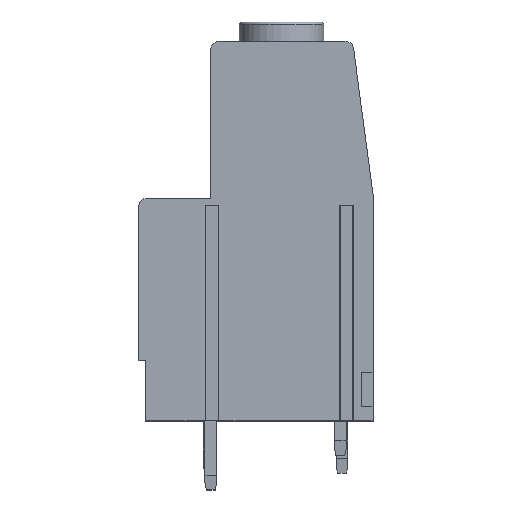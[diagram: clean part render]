
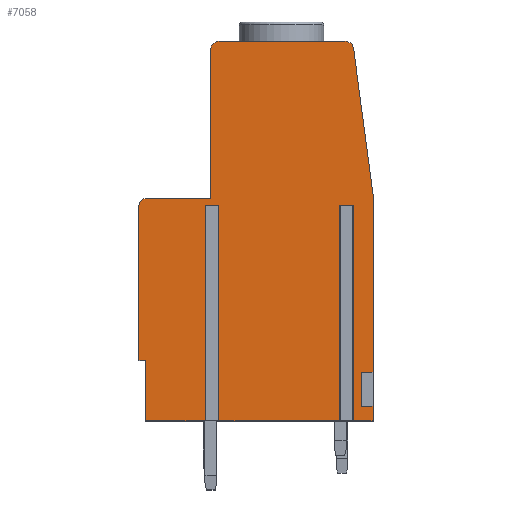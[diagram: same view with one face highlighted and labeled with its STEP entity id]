
A CAD part, top view. The second image highlights one B-rep face of the part: STEP entity #7058.
In plain terms, the highlighted planar face has unit normal (0, 0, 1).
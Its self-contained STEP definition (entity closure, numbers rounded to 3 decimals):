
#196=PLANE('',#7426);
#331=CIRCLE('',#7386,0.6);
#333=CIRCLE('',#7390,0.6);
#335=CIRCLE('',#7395,0.5);
#1361=ORIENTED_EDGE('',*,*,#2198,.T.);
#1362=ORIENTED_EDGE('',*,*,#2326,.T.);
#1363=ORIENTED_EDGE('',*,*,#2328,.T.);
#1364=ORIENTED_EDGE('',*,*,#2329,.T.);
#1365=ORIENTED_EDGE('',*,*,#2233,.T.);
#1366=ORIENTED_EDGE('',*,*,#2236,.T.);
#1367=ORIENTED_EDGE('',*,*,#2239,.T.);
#1368=ORIENTED_EDGE('',*,*,#2242,.T.);
#1369=ORIENTED_EDGE('',*,*,#2245,.T.);
#1370=ORIENTED_EDGE('',*,*,#2248,.T.);
#1371=ORIENTED_EDGE('',*,*,#2251,.T.);
#1372=ORIENTED_EDGE('',*,*,#2301,.T.);
#1373=ORIENTED_EDGE('',*,*,#2196,.T.);
#1374=ORIENTED_EDGE('',*,*,#2318,.T.);
#1375=ORIENTED_EDGE('',*,*,#2194,.F.);
#1376=ORIENTED_EDGE('',*,*,#2191,.F.);
#1377=ORIENTED_EDGE('',*,*,#2190,.T.);
#1378=ORIENTED_EDGE('',*,*,#2317,.T.);
#1379=ORIENTED_EDGE('',*,*,#2187,.F.);
#1380=ORIENTED_EDGE('',*,*,#2185,.T.);
#1381=ORIENTED_EDGE('',*,*,#2183,.T.);
#1382=ORIENTED_EDGE('',*,*,#2320,.T.);
#1383=ORIENTED_EDGE('',*,*,#2330,.T.);
#1384=ORIENTED_EDGE('',*,*,#2321,.T.);
#2183=EDGE_CURVE('',#2779,#2780,#3310,.T.);
#2185=EDGE_CURVE('',#2781,#2779,#3311,.T.);
#2187=EDGE_CURVE('',#2781,#2782,#3312,.T.);
#2190=EDGE_CURVE('',#2783,#2784,#3313,.T.);
#2191=EDGE_CURVE('',#2783,#2785,#3314,.T.);
#2194=EDGE_CURVE('',#2785,#2786,#3315,.T.);
#2196=EDGE_CURVE('',#2788,#2787,#3317,.T.);
#2198=EDGE_CURVE('',#2789,#2790,#3319,.T.);
#2233=EDGE_CURVE('',#2808,#2811,#331,.T.);
#2236=EDGE_CURVE('',#2811,#2813,#3355,.T.);
#2239=EDGE_CURVE('',#2813,#2815,#333,.T.);
#2242=EDGE_CURVE('',#2815,#2817,#3359,.T.);
#2245=EDGE_CURVE('',#2817,#2819,#3362,.T.);
#2248=EDGE_CURVE('',#2819,#2821,#335,.T.);
#2251=EDGE_CURVE('',#2821,#2823,#3366,.T.);
#2301=EDGE_CURVE('',#2823,#2788,#3412,.T.);
#2317=EDGE_CURVE('',#2784,#2782,#3428,.T.);
#2318=EDGE_CURVE('',#2787,#2786,#3429,.T.);
#2320=EDGE_CURVE('',#2780,#2870,#3431,.T.);
#2321=EDGE_CURVE('',#2871,#2789,#3432,.T.);
#2326=EDGE_CURVE('',#2790,#2874,#3437,.T.);
#2328=EDGE_CURVE('',#2874,#2875,#3439,.T.);
#2329=EDGE_CURVE('',#2875,#2808,#3440,.T.);
#2330=EDGE_CURVE('',#2870,#2871,#3441,.T.);
#2779=VERTEX_POINT('',#9721);
#2780=VERTEX_POINT('',#9723);
#2781=VERTEX_POINT('',#9727);
#2782=VERTEX_POINT('',#9731);
#2783=VERTEX_POINT('',#9735);
#2784=VERTEX_POINT('',#9737);
#2785=VERTEX_POINT('',#9741);
#2786=VERTEX_POINT('',#9745);
#2787=VERTEX_POINT('',#9749);
#2788=VERTEX_POINT('',#9751);
#2789=VERTEX_POINT('',#9755);
#2790=VERTEX_POINT('',#9756);
#2808=VERTEX_POINT('',#9818);
#2811=VERTEX_POINT('',#9823);
#2813=VERTEX_POINT('',#9829);
#2815=VERTEX_POINT('',#9835);
#2817=VERTEX_POINT('',#9841);
#2819=VERTEX_POINT('',#9847);
#2821=VERTEX_POINT('',#9853);
#2823=VERTEX_POINT('',#9859);
#2870=VERTEX_POINT('',#9997);
#2871=VERTEX_POINT('',#10001);
#2874=VERTEX_POINT('',#10011);
#2875=VERTEX_POINT('',#10015);
#3310=LINE('',#9724,#3934);
#3311=LINE('',#9728,#3935);
#3312=LINE('',#9732,#3936);
#3313=LINE('',#9738,#3937);
#3314=LINE('',#9740,#3938);
#3315=LINE('',#9746,#3939);
#3317=LINE('',#9750,#3941);
#3319=LINE('',#9754,#3943);
#3355=LINE('',#9830,#3979);
#3359=LINE('',#9842,#3983);
#3362=LINE('',#9848,#3986);
#3366=LINE('',#9860,#3990);
#3412=LINE('',#9962,#4036);
#3428=LINE('',#9994,#4052);
#3429=LINE('',#9995,#4053);
#3431=LINE('',#9998,#4055);
#3432=LINE('',#10000,#4056);
#3437=LINE('',#10010,#4061);
#3439=LINE('',#10014,#4063);
#3440=LINE('',#10016,#4064);
#3441=LINE('',#10017,#4065);
#3934=VECTOR('',#8305,1000.);
#3935=VECTOR('',#8310,1000.);
#3936=VECTOR('',#8315,1000.);
#3937=VECTOR('',#8322,1000.);
#3938=VECTOR('',#8325,1000.);
#3939=VECTOR('',#8332,1000.);
#3941=VECTOR('',#8336,1000.);
#3943=VECTOR('',#8340,1000.);
#3979=VECTOR('',#8406,1000.);
#3983=VECTOR('',#8418,1000.);
#3986=VECTOR('',#8423,1000.);
#3990=VECTOR('',#8435,1000.);
#4036=VECTOR('',#8517,1000.);
#4052=VECTOR('',#8549,1000.);
#4053=VECTOR('',#8550,1000.);
#4055=VECTOR('',#8552,1000.);
#4056=VECTOR('',#8555,1000.);
#4061=VECTOR('',#8564,1000.);
#4063=VECTOR('',#8568,1000.);
#4064=VECTOR('',#8569,1000.);
#4065=VECTOR('',#8570,1000.);
#4475=EDGE_LOOP('',(#1361,#1362,#1363,#1364,#1365,#1366,#1367,#1368,#1369,
#1370,#1371,#1372,#1373,#1374,#1375,#1376,#1377,#1378,#1379,#1380,#1381,
#1382,#1383,#1384));
#4796=FACE_BOUND('',#4475,.T.);
#7058=ADVANCED_FACE('',(#4796),#196,.T.);
#7386=AXIS2_PLACEMENT_3D('',#9824,#8400,#8401);
#7390=AXIS2_PLACEMENT_3D('',#9836,#8412,#8413);
#7395=AXIS2_PLACEMENT_3D('',#9854,#8429,#8430);
#7426=AXIS2_PLACEMENT_3D('',#10013,#8566,#8567);
#8305=DIRECTION('',(0.,-1.,0.));
#8310=DIRECTION('',(1.,0.,0.));
#8315=DIRECTION('',(0.,-1.,0.));
#8322=DIRECTION('',(0.,-1.,0.));
#8325=DIRECTION('',(-1.,0.,0.));
#8332=DIRECTION('',(0.,-1.,0.));
#8336=DIRECTION('',(0.,-1.,0.));
#8340=DIRECTION('',(0.,1.,0.));
#8400=DIRECTION('',(0.,0.,1.));
#8401=DIRECTION('',(1.,0.,0.));
#8406=DIRECTION('',(-1.,0.,0.));
#8412=DIRECTION('',(0.,0.,1.));
#8413=DIRECTION('',(1.,0.,0.));
#8418=DIRECTION('',(0.,-1.,0.));
#8423=DIRECTION('',(-1.,0.,0.));
#8429=DIRECTION('',(0.,0.,1.));
#8430=DIRECTION('',(1.,0.,0.));
#8435=DIRECTION('',(0.,-1.,0.));
#8517=DIRECTION('',(1.,0.,0.));
#8549=DIRECTION('',(1.,0.,0.));
#8550=DIRECTION('',(1.,0.,0.));
#8552=DIRECTION('',(1.,0.,0.));
#8555=DIRECTION('',(-1.,0.,0.));
#8564=DIRECTION('',(1.,0.,0.));
#8566=DIRECTION('',(0.,0.,1.));
#8567=DIRECTION('',(1.,0.,0.));
#8568=DIRECTION('',(0.,1.,0.));
#8569=DIRECTION('',(-0.132,0.991,0.));
#8570=DIRECTION('',(0.,1.,0.));
#9721=CARTESIAN_POINT('',(-9.336,26.25,22.225));
#9723=CARTESIAN_POINT('',(-9.336,11.65,22.225));
#9724=CARTESIAN_POINT('',(-9.336,26.25,22.225));
#9727=CARTESIAN_POINT('',(-10.264,26.25,22.225));
#9728=CARTESIAN_POINT('',(-18.4,26.25,22.225));
#9731=CARTESIAN_POINT('',(-10.264,11.65,22.225));
#9732=CARTESIAN_POINT('',(-10.264,26.25,22.225));
#9735=CARTESIAN_POINT('',(-18.436,26.25,22.225));
#9737=CARTESIAN_POINT('',(-18.436,11.65,22.225));
#9738=CARTESIAN_POINT('',(-18.436,26.25,22.225));
#9740=CARTESIAN_POINT('',(-18.4,26.25,22.225));
#9741=CARTESIAN_POINT('',(-19.364,26.25,22.225));
#9745=CARTESIAN_POINT('',(-19.364,11.65,22.225));
#9746=CARTESIAN_POINT('',(-19.364,26.25,22.225));
#9749=CARTESIAN_POINT('',(-23.4,11.65,22.225));
#9750=CARTESIAN_POINT('',(-23.4,11.65,22.225));
#9751=CARTESIAN_POINT('',(-23.4,15.75,22.225));
#9754=CARTESIAN_POINT('',(-8.8,12.65,22.225));
#9755=CARTESIAN_POINT('',(-8.8,12.65,22.225));
#9756=CARTESIAN_POINT('',(-8.8,14.95,22.225));
#9818=CARTESIAN_POINT('',(-9.317,36.829,22.225));
#9823=CARTESIAN_POINT('',(-9.912,37.35,22.225));
#9824=CARTESIAN_POINT('',(-9.912,36.75,22.225));
#9829=CARTESIAN_POINT('',(-18.4,37.35,22.225));
#9830=CARTESIAN_POINT('',(-9.912,37.35,22.225));
#9835=CARTESIAN_POINT('',(-19.,36.75,22.225));
#9836=CARTESIAN_POINT('',(-18.4,36.75,22.225));
#9841=CARTESIAN_POINT('',(-19.,26.7,22.225));
#9842=CARTESIAN_POINT('',(-19.,36.75,22.225));
#9847=CARTESIAN_POINT('',(-23.35,26.7,22.225));
#9848=CARTESIAN_POINT('',(-19.,26.7,22.225));
#9853=CARTESIAN_POINT('',(-23.85,26.2,22.225));
#9854=CARTESIAN_POINT('',(-23.35,26.2,22.225));
#9859=CARTESIAN_POINT('',(-23.85,15.75,22.225));
#9860=CARTESIAN_POINT('',(-23.85,15.75,22.225));
#9962=CARTESIAN_POINT('',(-23.4,15.75,22.225));
#9994=CARTESIAN_POINT('',(-8.,11.65,22.225));
#9995=CARTESIAN_POINT('',(-8.,11.65,22.225));
#9997=CARTESIAN_POINT('',(-8.,11.65,22.225));
#9998=CARTESIAN_POINT('',(-8.,11.65,22.225));
#10000=CARTESIAN_POINT('',(-8.,12.65,22.225));
#10001=CARTESIAN_POINT('',(-8.,12.65,22.225));
#10010=CARTESIAN_POINT('',(-8.8,14.95,22.225));
#10011=CARTESIAN_POINT('',(-8.,14.95,22.225));
#10013=CARTESIAN_POINT('',(-18.4,36.75,22.225));
#10014=CARTESIAN_POINT('',(-8.,26.95,22.225));
#10015=CARTESIAN_POINT('',(-8.,26.95,22.225));
#10016=CARTESIAN_POINT('',(-9.317,36.829,22.225));
#10017=CARTESIAN_POINT('',(-8.,26.95,22.225));
